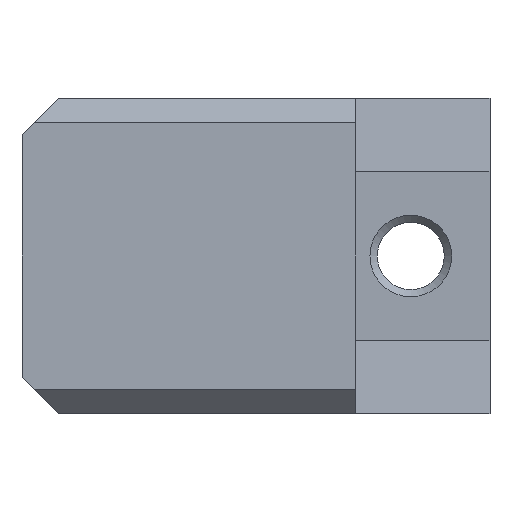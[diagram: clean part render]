
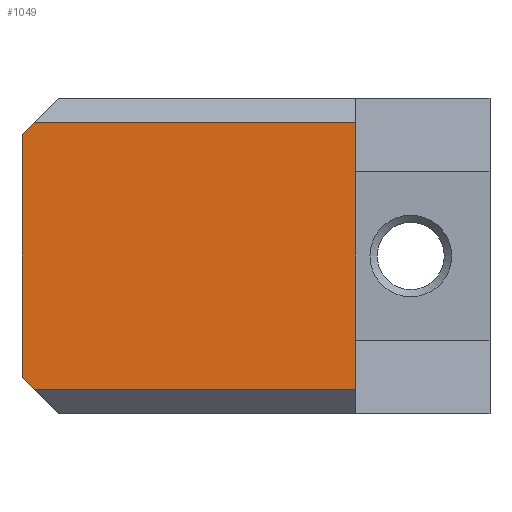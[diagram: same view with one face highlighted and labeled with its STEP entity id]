
A CAD part, front view. The second image highlights one B-rep face of the part: STEP entity #1049.
In plain terms, the highlighted planar face has unit normal (0, -1, 0).
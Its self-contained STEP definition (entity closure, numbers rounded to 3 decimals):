
#83=FACE_OUTER_BOUND('',#141,.T.);
#141=EDGE_LOOP('',(#719,#720,#721,#722,#723,#724));
#204=LINE('',#1496,#324);
#212=LINE('',#1512,#332);
#218=LINE('',#1528,#338);
#219=LINE('',#1530,#339);
#220=LINE('',#1532,#340);
#221=LINE('',#1533,#341);
#324=VECTOR('',#1205,10.);
#332=VECTOR('',#1217,10.);
#338=VECTOR('',#1229,10.);
#339=VECTOR('',#1230,10.);
#340=VECTOR('',#1231,10.);
#341=VECTOR('',#1232,10.);
#444=VERTEX_POINT('',#1493);
#445=VERTEX_POINT('',#1495);
#451=VERTEX_POINT('',#1511);
#458=VERTEX_POINT('',#1527);
#459=VERTEX_POINT('',#1529);
#460=VERTEX_POINT('',#1531);
#544=EDGE_CURVE('',#444,#445,#204,.T.);
#552=EDGE_CURVE('',#451,#445,#212,.T.);
#560=EDGE_CURVE('',#458,#444,#218,.T.);
#561=EDGE_CURVE('',#459,#458,#219,.T.);
#562=EDGE_CURVE('',#460,#459,#220,.T.);
#563=EDGE_CURVE('',#451,#460,#221,.T.);
#719=ORIENTED_EDGE('',*,*,#544,.F.);
#720=ORIENTED_EDGE('',*,*,#560,.F.);
#721=ORIENTED_EDGE('',*,*,#561,.F.);
#722=ORIENTED_EDGE('',*,*,#562,.F.);
#723=ORIENTED_EDGE('',*,*,#563,.F.);
#724=ORIENTED_EDGE('',*,*,#552,.T.);
#1012=PLANE('',#1120);
#1049=ADVANCED_FACE('',(#83),#1012,.T.);
#1120=AXIS2_PLACEMENT_3D('',#1526,#1227,#1228);
#1205=DIRECTION('',(-0.707,0.,0.707));
#1217=DIRECTION('',(0.,0.,-1.));
#1227=DIRECTION('center_axis',(0.,-1.,0.));
#1228=DIRECTION('ref_axis',(-1.,0.,0.));
#1229=DIRECTION('',(-1.,0.,0.));
#1230=DIRECTION('',(0.,0.,-1.));
#1231=DIRECTION('',(1.,0.,0.));
#1232=DIRECTION('',(0.707,0.,0.707));
#1493=CARTESIAN_POINT('',(-32.35,-21.65,-20.55));
#1495=CARTESIAN_POINT('',(-32.85,-21.65,-20.05));
#1496=CARTESIAN_POINT('',(-31.913,-21.65,-20.988));
#1511=CARTESIAN_POINT('',(-32.85,-21.65,-10.1));
#1512=CARTESIAN_POINT('',(-32.85,-21.65,-8.6));
#1526=CARTESIAN_POINT('Origin',(-19.15,-21.65,-8.6));
#1527=CARTESIAN_POINT('',(-19.15,-21.65,-20.55));
#1528=CARTESIAN_POINT('',(-22.075,-21.65,-20.55));
#1529=CARTESIAN_POINT('',(-19.15,-21.65,-9.6));
#1530=CARTESIAN_POINT('',(-19.15,-21.65,-8.6));
#1531=CARTESIAN_POINT('',(-32.35,-21.65,-9.6));
#1532=CARTESIAN_POINT('',(-22.075,-21.65,-9.6));
#1533=CARTESIAN_POINT('',(-28.675,-21.65,-5.925));
